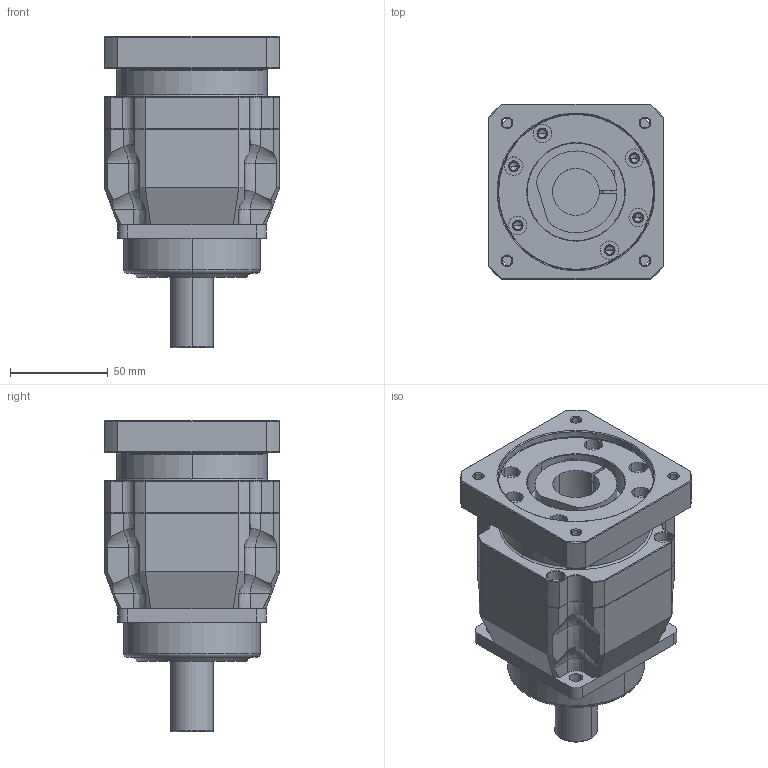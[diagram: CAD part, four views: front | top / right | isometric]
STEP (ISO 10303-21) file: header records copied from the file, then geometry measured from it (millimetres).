
FILE_DESCRIPTION((''),'2;1');
FILE_NAME('AF0751-P0403300603_ASM','2008-09-17T',('d00080'),(''),'PRO/ENGINEER BY PARAMETRIC TECHNOLOGY CORPORATION, 2006170','PRO/ENGINEER BY PARAMETRIC TECHNOLOGY CORPORATION, 2006170','');
FILE_SCHEMA(('CONFIG_CONTROL_DESIGN'));
Length unit declared in the file: millimetre
Products named in the file (4): AF0751; P1301300001; P0403300603; AF0751-P0403300603_ASM
Assembly tree (3 placements, depth 2):
  AF0751-P0403300603_ASM
    AF0751
    P1301300001
    P0403300603
Bounding box: 90 x 90 x 159.5 mm (x, y, z)
Volume: 629797.9 mm3; surface area: 103025.7 mm2
Topology: 3 solids, 15 shells, 489 faces, 1153 edges, 695 vertices
Faces by surface type: cylinder 183, plane 112, cone 94, torus 56, bspline 44
Entity records: 17038 total; most frequent: CARTESIAN_POINT 5645, DIRECTION 2477, ORIENTED_EDGE 2228, EDGE_CURVE 1139, AXIS2_PLACEMENT_3D 1007, VERTEX_POINT 695, EDGE_LOOP 572, CIRCLE 549
